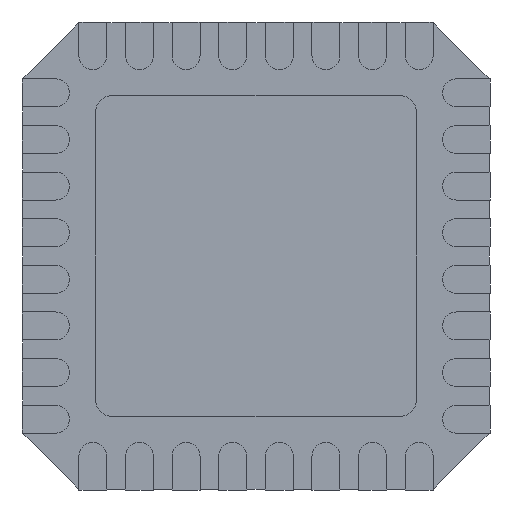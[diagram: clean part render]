
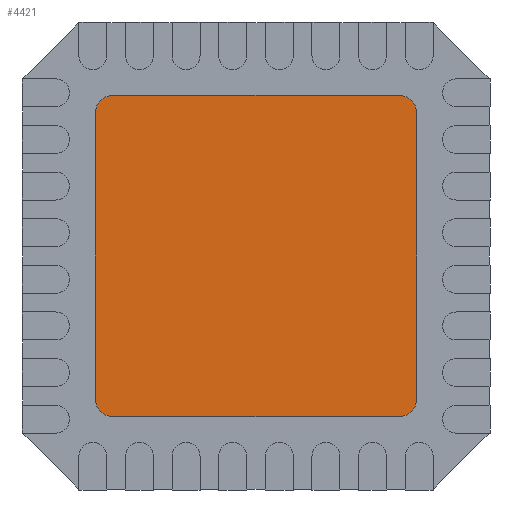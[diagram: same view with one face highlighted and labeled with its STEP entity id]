
A CAD part, front view. The second image highlights one B-rep face of the part: STEP entity #4421.
In plain terms, the highlighted planar face has unit normal (0, -1, 0).
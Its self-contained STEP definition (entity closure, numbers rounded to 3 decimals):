
#140 = PLANE ( 'NONE',  #7741 ) ;
#501 = CARTESIAN_POINT ( 'NONE',  ( 1.725, -0.05, -1.525 ) ) ;
#600 = CARTESIAN_POINT ( 'NONE',  ( -1.525, -0.05, -1.725 ) ) ;
#728 = VERTEX_POINT ( 'NONE', #11157 ) ;
#1005 = EDGE_CURVE ( 'NONE', #3288, #7815, #1009, .T. ) ;
#1009 = LINE ( 'NONE', #11111, #3387 ) ;
#1075 = AXIS2_PLACEMENT_3D ( 'NONE', #4168, #10317, #5054 ) ;
#1139 = DIRECTION ( 'NONE',  ( 0., 0., -1. ) ) ;
#1387 = CARTESIAN_POINT ( 'NONE',  ( -1.525, -0.05, -1.525 ) ) ;
#1425 = EDGE_CURVE ( 'NONE', #728, #6858, #2798, .T. ) ;
#2283 = DIRECTION ( 'NONE',  ( 0., 0., -1. ) ) ;
#2705 = DIRECTION ( 'NONE',  ( 0., -1., 0. ) ) ;
#2798 = CIRCLE ( 'NONE', #10514, 0.2 ) ;
#2879 = CARTESIAN_POINT ( 'NONE',  ( -1.725, -0.05, 1.525 ) ) ;
#2882 = CARTESIAN_POINT ( 'NONE',  ( -1.525, -0.05, 1.725 ) ) ;
#2911 = CARTESIAN_POINT ( 'NONE',  ( -1.725, -0.05, 1.525 ) ) ;
#3065 = CIRCLE ( 'NONE', #1075, 0.2 ) ;
#3108 = EDGE_CURVE ( 'NONE', #3881, #3288, #9857, .T. ) ;
#3286 = DIRECTION ( 'NONE',  ( 1., 0., 0. ) ) ;
#3288 = VERTEX_POINT ( 'NONE', #501 ) ;
#3387 = VECTOR ( 'NONE', #4954, 1000. ) ;
#3762 = CARTESIAN_POINT ( 'NONE',  ( 1.525, -0.05, -1.525 ) ) ;
#3779 = DIRECTION ( 'NONE',  ( 0., -1., 0. ) ) ;
#3881 = VERTEX_POINT ( 'NONE', #5951 ) ;
#4168 = CARTESIAN_POINT ( 'NONE',  ( 1.525, -0.05, 1.525 ) ) ;
#4200 = AXIS2_PLACEMENT_3D ( 'NONE', #3762, #9908, #4641 ) ;
#4327 = ORIENTED_EDGE ( 'NONE', *, *, #1425, .T. ) ;
#4421 = ADVANCED_FACE ( 'NONE', ( #11240 ), #140, .T. ) ;
#4572 = ORIENTED_EDGE ( 'NONE', *, *, #10412, .T. ) ;
#4641 = DIRECTION ( 'NONE',  ( 0., 0., -1. ) ) ;
#4816 = EDGE_CURVE ( 'NONE', #8938, #5335, #9958, .T. ) ;
#4954 = DIRECTION ( 'NONE',  ( 0., 0., 1. ) ) ;
#5054 = DIRECTION ( 'NONE',  ( 0., 0., -1. ) ) ;
#5233 = CARTESIAN_POINT ( 'NONE',  ( 1.525, -0.05, 1.725 ) ) ;
#5273 = VECTOR ( 'NONE', #5506, 1000. ) ;
#5335 = VERTEX_POINT ( 'NONE', #11462 ) ;
#5506 = DIRECTION ( 'NONE',  ( -1., 0., 0. ) ) ;
#5887 = ORIENTED_EDGE ( 'NONE', *, *, #4816, .T. ) ;
#5951 = CARTESIAN_POINT ( 'NONE',  ( 1.525, -0.05, -1.725 ) ) ;
#6218 = ORIENTED_EDGE ( 'NONE', *, *, #8489, .T. ) ;
#6806 = ORIENTED_EDGE ( 'NONE', *, *, #3108, .T. ) ;
#6813 = ORIENTED_EDGE ( 'NONE', *, *, #6866, .T. ) ;
#6858 = VERTEX_POINT ( 'NONE', #600 ) ;
#6866 = EDGE_CURVE ( 'NONE', #6858, #3881, #8147, .T. ) ;
#7545 = DIRECTION ( 'NONE',  ( 0., -1., 0. ) ) ;
#7646 = CARTESIAN_POINT ( 'NONE',  ( -1.525, -0.05, -1.725 ) ) ;
#7741 = AXIS2_PLACEMENT_3D ( 'NONE', #9015, #3779, #9920 ) ;
#7815 = VERTEX_POINT ( 'NONE', #8071 ) ;
#7870 = VECTOR ( 'NONE', #3286, 1000. ) ;
#7936 = CARTESIAN_POINT ( 'NONE',  ( -1.525, -0.05, 1.525 ) ) ;
#8071 = CARTESIAN_POINT ( 'NONE',  ( 1.725, -0.05, 1.525 ) ) ;
#8147 = LINE ( 'NONE', #7646, #7870 ) ;
#8451 = VERTEX_POINT ( 'NONE', #2911 ) ;
#8489 = EDGE_CURVE ( 'NONE', #8451, #728, #11398, .T. ) ;
#8770 = VECTOR ( 'NONE', #1139, 1000. ) ;
#8798 = CIRCLE ( 'NONE', #11142, 0.2 ) ;
#8821 = DIRECTION ( 'NONE',  ( 0., 0., 1. ) ) ;
#8938 = VERTEX_POINT ( 'NONE', #5233 ) ;
#9015 = CARTESIAN_POINT ( 'NONE',  ( -1.525, -0.05, -1.525 ) ) ;
#9857 = CIRCLE ( 'NONE', #4200, 0.2 ) ;
#9908 = DIRECTION ( 'NONE',  ( 0., -1., 0. ) ) ;
#9920 = DIRECTION ( 'NONE',  ( 0., 0., -1. ) ) ;
#9958 = LINE ( 'NONE', #2882, #5273 ) ;
#10317 = DIRECTION ( 'NONE',  ( 0., -1., 0. ) ) ;
#10412 = EDGE_CURVE ( 'NONE', #7815, #8938, #3065, .T. ) ;
#10472 = EDGE_LOOP ( 'NONE', ( #4327, #6813, #6806, #10813, #4572, #5887, #11022, #6218 ) ) ;
#10514 = AXIS2_PLACEMENT_3D ( 'NONE', #1387, #7545, #2283 ) ;
#10705 = EDGE_CURVE ( 'NONE', #5335, #8451, #8798, .T. ) ;
#10813 = ORIENTED_EDGE ( 'NONE', *, *, #1005, .T. ) ;
#11022 = ORIENTED_EDGE ( 'NONE', *, *, #10705, .T. ) ;
#11111 = CARTESIAN_POINT ( 'NONE',  ( 1.725, -0.05, 1.525 ) ) ;
#11142 = AXIS2_PLACEMENT_3D ( 'NONE', #7936, #2705, #8821 ) ;
#11157 = CARTESIAN_POINT ( 'NONE',  ( -1.725, -0.05, -1.525 ) ) ;
#11240 = FACE_OUTER_BOUND ( 'NONE', #10472, .T. ) ;
#11398 = LINE ( 'NONE', #2879, #8770 ) ;
#11462 = CARTESIAN_POINT ( 'NONE',  ( -1.525, -0.05, 1.725 ) ) ;
